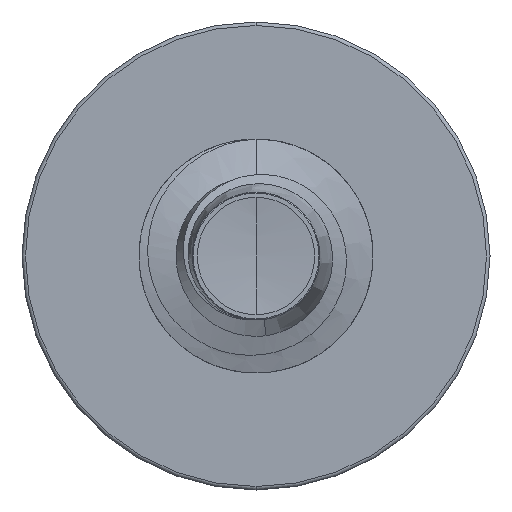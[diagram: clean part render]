
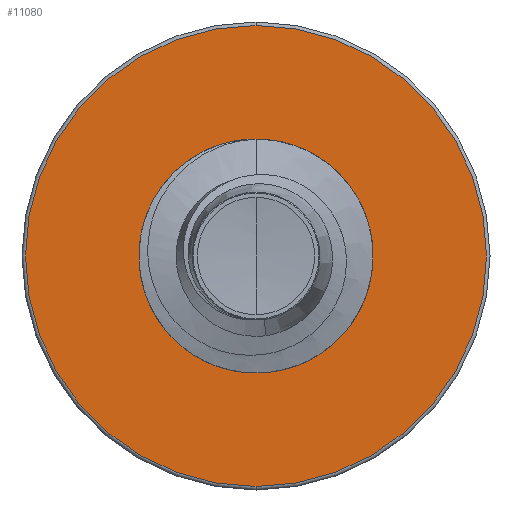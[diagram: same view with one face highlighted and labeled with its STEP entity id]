
A CAD part, front view. The second image highlights one B-rep face of the part: STEP entity #11080.
In plain terms, the highlighted planar face has unit normal (0, -1, 0).
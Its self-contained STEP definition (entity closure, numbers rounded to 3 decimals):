
#305 = CARTESIAN_POINT ( 'NONE',  ( 0., 9., -1.989 ) ) ;
#534 = VERTEX_POINT ( 'NONE', #6993 ) ;
#1033 = ORIENTED_EDGE ( 'NONE', *, *, #2449, .T. ) ;
#1288 = DIRECTION ( 'NONE',  ( 0., 1., 0. ) ) ;
#1328 = CARTESIAN_POINT ( 'NONE',  ( 0., 9., 0. ) ) ;
#2237 = DIRECTION ( 'NONE',  ( 0., 0., 1. ) ) ;
#2449 = EDGE_CURVE ( 'NONE', #6453, #534, #8712, .T. ) ;
#2478 = CARTESIAN_POINT ( 'NONE',  ( 0., 9., -1.989 ) ) ;
#2938 = CARTESIAN_POINT ( 'NONE',  ( 0., 9., -3.94 ) ) ;
#3194 = EDGE_CURVE ( 'NONE', #8488, #4027, #8219, .T. ) ;
#4027 = VERTEX_POINT ( 'NONE', #9021 ) ;
#4090 = CARTESIAN_POINT ( 'NONE',  ( 0., 9., 0. ) ) ;
#4267 = FACE_BOUND ( 'NONE', #6239, .T. ) ;
#4478 = CARTESIAN_POINT ( 'NONE',  ( 0., 9., 0. ) ) ;
#4595 = AXIS2_PLACEMENT_3D ( 'NONE', #10423, #5019, #11300 ) ;
#4794 = EDGE_CURVE ( 'NONE', #534, #6453, #6956, .T. ) ;
#4990 = DIRECTION ( 'NONE',  ( 0., 0., 1. ) ) ;
#5019 = DIRECTION ( 'NONE',  ( 0., 1., 0. ) ) ;
#5392 = DIRECTION ( 'NONE',  ( 0., 0., 1. ) ) ;
#5723 = EDGE_CURVE ( 'NONE', #4027, #8488, #7678, .T. ) ;
#6239 = EDGE_LOOP ( 'NONE', ( #6782, #1033 ) ) ;
#6453 = VERTEX_POINT ( 'NONE', #2478 ) ;
#6555 = EDGE_LOOP ( 'NONE', ( #11137, #8603 ) ) ;
#6782 = ORIENTED_EDGE ( 'NONE', *, *, #4794, .T. ) ;
#6956 = CIRCLE ( 'NONE', #10991, 1.989 ) ;
#6993 = CARTESIAN_POINT ( 'NONE',  ( 0., 9., 1.989 ) ) ;
#7637 = DIRECTION ( 'NONE',  ( 0., 0., 1. ) ) ;
#7672 = DIRECTION ( 'NONE',  ( 0., 1., 0. ) ) ;
#7678 = CIRCLE ( 'NONE', #8415, 3.94 ) ;
#8219 = CIRCLE ( 'NONE', #4595, 3.94 ) ;
#8415 = AXIS2_PLACEMENT_3D ( 'NONE', #1328, #7672, #2237 ) ;
#8488 = VERTEX_POINT ( 'NONE', #2938 ) ;
#8494 = AXIS2_PLACEMENT_3D ( 'NONE', #305, #1288, #7637 ) ;
#8603 = ORIENTED_EDGE ( 'NONE', *, *, #3194, .F. ) ;
#8712 = CIRCLE ( 'NONE', #9669, 1.989 ) ;
#9021 = CARTESIAN_POINT ( 'NONE',  ( 0., 9., 3.94 ) ) ;
#9106 = FACE_OUTER_BOUND ( 'NONE', #6555, .T. ) ;
#9669 = AXIS2_PLACEMENT_3D ( 'NONE', #4090, #10395, #4990 ) ;
#10270 = PLANE ( 'NONE',  #8494 ) ;
#10395 = DIRECTION ( 'NONE',  ( 0., 1., 0. ) ) ;
#10423 = CARTESIAN_POINT ( 'NONE',  ( 0., 9., 0. ) ) ;
#10767 = DIRECTION ( 'NONE',  ( 0., 1., 0. ) ) ;
#10991 = AXIS2_PLACEMENT_3D ( 'NONE', #4478, #10767, #5392 ) ;
#11080 = ADVANCED_FACE ( 'NONE', ( #9106, #4267 ), #10270, .F. ) ;
#11137 = ORIENTED_EDGE ( 'NONE', *, *, #5723, .F. ) ;
#11300 = DIRECTION ( 'NONE',  ( 0., 0., 1. ) ) ;
